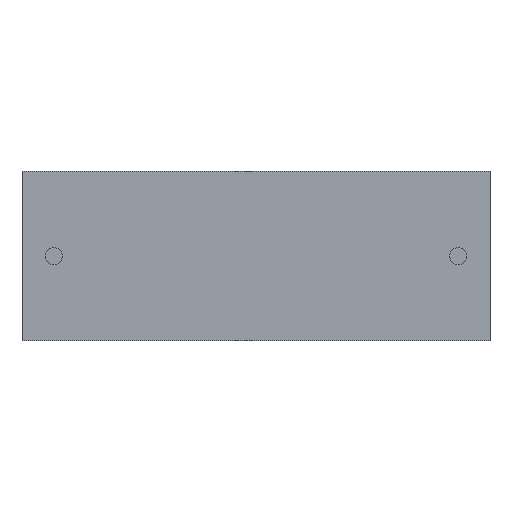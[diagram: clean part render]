
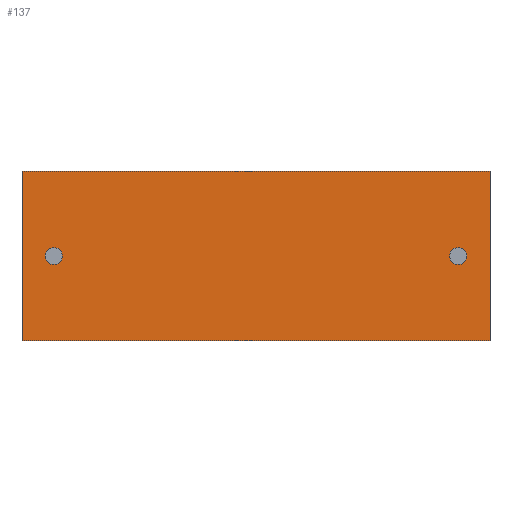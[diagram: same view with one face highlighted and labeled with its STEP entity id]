
A CAD part, front view. The second image highlights one B-rep face of the part: STEP entity #137.
In plain terms, the highlighted planar face has unit normal (0, -1, 0).
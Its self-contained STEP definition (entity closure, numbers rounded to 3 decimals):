
#33 = DIRECTION ( 'NONE',  ( 0., 0., -1. ) ) ;
#80 = DIRECTION ( 'NONE',  ( 0., -1., 0. ) ) ;
#83 = VERTEX_POINT ( 'NONE', #834 ) ;
#124 = CARTESIAN_POINT ( 'NONE',  ( 0., 0., 8.5 ) ) ;
#137 = ADVANCED_FACE ( 'NONE', ( #1458, #1908, #2325 ), #1634, .F. ) ;
#145 = DIRECTION ( 'NONE',  ( 0., 0., 1. ) ) ;
#168 = ORIENTED_EDGE ( 'NONE', *, *, #1125, .T. ) ;
#196 = DIRECTION ( 'NONE',  ( 1., 0., 0. ) ) ;
#269 = CARTESIAN_POINT ( 'NONE',  ( 0., 0., 8.5 ) ) ;
#302 = VERTEX_POINT ( 'NONE', #1317 ) ;
#351 = EDGE_CURVE ( 'NONE', #1972, #1992, #1621, .T. ) ;
#362 = LINE ( 'NONE', #1090, #1175 ) ;
#405 = AXIS2_PLACEMENT_3D ( 'NONE', #124, #2037, #2247 ) ;
#414 = DIRECTION ( 'NONE',  ( 0., 1., 0. ) ) ;
#479 = ORIENTED_EDGE ( 'NONE', *, *, #1880, .F. ) ;
#523 = DIRECTION ( 'NONE',  ( 1., 0., 0. ) ) ;
#647 = LINE ( 'NONE', #759, #704 ) ;
#666 = AXIS2_PLACEMENT_3D ( 'NONE', #1178, #414, #33 ) ;
#668 = CARTESIAN_POINT ( 'NONE',  ( 1.6, 0., 4.25 ) ) ;
#678 = LINE ( 'NONE', #2097, #930 ) ;
#689 = AXIS2_PLACEMENT_3D ( 'NONE', #1661, #1123, #145 ) ;
#704 = VECTOR ( 'NONE', #2108, 1000. ) ;
#759 = CARTESIAN_POINT ( 'NONE',  ( 23.5, 0., 8.5 ) ) ;
#761 = EDGE_CURVE ( 'NONE', #2223, #953, #2363, .T. ) ;
#783 = ORIENTED_EDGE ( 'NONE', *, *, #761, .F. ) ;
#811 = CARTESIAN_POINT ( 'NONE',  ( 21.9, 0., 3.825 ) ) ;
#833 = EDGE_CURVE ( 'NONE', #302, #2205, #362, .T. ) ;
#834 = CARTESIAN_POINT ( 'NONE',  ( 0., 0., 8.5 ) ) ;
#836 = CARTESIAN_POINT ( 'NONE',  ( 21.9, 0., 4.675 ) ) ;
#898 = CARTESIAN_POINT ( 'NONE',  ( 1.6, 0., 4.675 ) ) ;
#930 = VECTOR ( 'NONE', #196, 1000. ) ;
#953 = VERTEX_POINT ( 'NONE', #1963 ) ;
#1090 = CARTESIAN_POINT ( 'NONE',  ( 0., 0., 0. ) ) ;
#1123 = DIRECTION ( 'NONE',  ( 0., -1., 0. ) ) ;
#1125 = EDGE_CURVE ( 'NONE', #83, #302, #2297, .T. ) ;
#1164 = ORIENTED_EDGE ( 'NONE', *, *, #1897, .F. ) ;
#1175 = VECTOR ( 'NONE', #523, 1000. ) ;
#1178 = CARTESIAN_POINT ( 'NONE',  ( 21.9, 0., 4.25 ) ) ;
#1191 = EDGE_LOOP ( 'NONE', ( #2322, #1164, #479, #168 ) ) ;
#1220 = AXIS2_PLACEMENT_3D ( 'NONE', #668, #80, #2188 ) ;
#1278 = ORIENTED_EDGE ( 'NONE', *, *, #1696, .F. ) ;
#1301 = DIRECTION ( 'NONE',  ( 0., 0., -1. ) ) ;
#1307 = VERTEX_POINT ( 'NONE', #1632 ) ;
#1317 = CARTESIAN_POINT ( 'NONE',  ( 0., 0., 0. ) ) ;
#1458 = FACE_BOUND ( 'NONE', #1494, .T. ) ;
#1475 = CARTESIAN_POINT ( 'NONE',  ( 23.5, 0., 0. ) ) ;
#1494 = EDGE_LOOP ( 'NONE', ( #2162, #2443 ) ) ;
#1504 = CARTESIAN_POINT ( 'NONE',  ( 21.9, 0., 4.25 ) ) ;
#1596 = EDGE_CURVE ( 'NONE', #1992, #1972, #2091, .T. ) ;
#1621 = CIRCLE ( 'NONE', #1855, 0.425 ) ;
#1632 = CARTESIAN_POINT ( 'NONE',  ( 23.5, 0., 8.5 ) ) ;
#1634 = PLANE ( 'NONE',  #405 ) ;
#1661 = CARTESIAN_POINT ( 'NONE',  ( 1.6, 0., 4.25 ) ) ;
#1696 = EDGE_CURVE ( 'NONE', #953, #2223, #2336, .T. ) ;
#1855 = AXIS2_PLACEMENT_3D ( 'NONE', #1504, #1896, #1301 ) ;
#1880 = EDGE_CURVE ( 'NONE', #83, #1307, #678, .T. ) ;
#1896 = DIRECTION ( 'NONE',  ( 0., 1., 0. ) ) ;
#1897 = EDGE_CURVE ( 'NONE', #1307, #2205, #647, .T. ) ;
#1908 = FACE_OUTER_BOUND ( 'NONE', #1191, .T. ) ;
#1963 = CARTESIAN_POINT ( 'NONE',  ( 1.6, 0., 3.825 ) ) ;
#1972 = VERTEX_POINT ( 'NONE', #811 ) ;
#1992 = VERTEX_POINT ( 'NONE', #836 ) ;
#2024 = DIRECTION ( 'NONE',  ( 0., 0., -1. ) ) ;
#2037 = DIRECTION ( 'NONE',  ( 0., 1., 0. ) ) ;
#2040 = VECTOR ( 'NONE', #2024, 1000. ) ;
#2091 = CIRCLE ( 'NONE', #666, 0.425 ) ;
#2097 = CARTESIAN_POINT ( 'NONE',  ( 0., 0., 8.5 ) ) ;
#2108 = DIRECTION ( 'NONE',  ( 0., 0., -1. ) ) ;
#2162 = ORIENTED_EDGE ( 'NONE', *, *, #1596, .T. ) ;
#2188 = DIRECTION ( 'NONE',  ( 0., 0., 1. ) ) ;
#2205 = VERTEX_POINT ( 'NONE', #1475 ) ;
#2223 = VERTEX_POINT ( 'NONE', #898 ) ;
#2247 = DIRECTION ( 'NONE',  ( 0., 0., 1. ) ) ;
#2297 = LINE ( 'NONE', #269, #2040 ) ;
#2322 = ORIENTED_EDGE ( 'NONE', *, *, #833, .T. ) ;
#2325 = FACE_BOUND ( 'NONE', #2350, .T. ) ;
#2336 = CIRCLE ( 'NONE', #1220, 0.425 ) ;
#2350 = EDGE_LOOP ( 'NONE', ( #783, #1278 ) ) ;
#2363 = CIRCLE ( 'NONE', #689, 0.425 ) ;
#2443 = ORIENTED_EDGE ( 'NONE', *, *, #351, .T. ) ;
